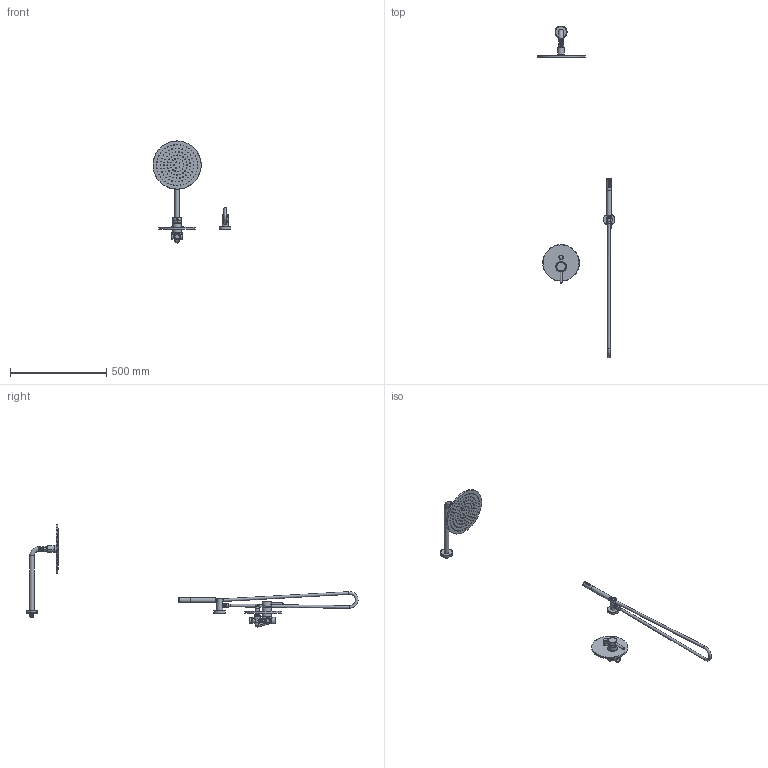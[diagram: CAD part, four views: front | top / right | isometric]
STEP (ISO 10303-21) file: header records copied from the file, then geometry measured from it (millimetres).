
FILE_DESCRIPTION(/* description */ (''),/* implementation_level */ '2;1');
FILE_NAME(/* name */ 'b7ca646c-deeb-4237-8ee6-cb767188652a.stp',/* time_stamp */ '2020-09-16T15:05:44+00:00',/* author */ (''),/* organization */ (''),/* preprocessor_version */ 'ST-DEVELOPER v18.1',/* originating_system */ 'Autodesk Translation Framework v9.3.0.1241',/* authorisation */ '');
FILE_SCHEMA (('AUTOMOTIVE_DESIGN { 1 0 10303 214 3 1 1 }'));
Products named in the file (6): !SYS Y16; !8873 v4; Wąż ok v1; !Microphone-R v2; WGA125 v1; !RA01 v2
Assembly tree (5 placements, depth 2):
  !SYS Y16
    !8873 v4
    Wąż ok v1
    !Microphone-R v2
    WGA125 v1
    !RA01 v2
Bounding box: 405 x 1725.32 x 530.07 mm (x, y, z)
Volume: 1234827.2 mm3; surface area: 413905.6 mm2
Topology: 160 solids, 160 shells, 1125 faces, 2342 edges, 1548 vertices
Faces by surface type: cylinder 397, plane 385, bspline 264, torus 34, cone 34, sphere 11
Full cylindrical faces by diameter (mm): 4 x2, 8 x1, 11 x1, 13 x2, 13.02 x1, 14 x6, 17.98 x1, 18 x2, 18.3 x1, 18.6 x6, 19 x3, 20 x2, 20.48 x1, 20.5 x7, 20.679 x16, 21 x1, 21.5 x2, 22.1 x1, 23.799 x2, 23.98 x2, 24 x2, 24.379 x1, 24.9 x1, 28 x1, 29 x1, 32 x1, 34 x1, 41 x1, 46 x2, 46.5 x2
Entity records: 81104 total; most frequent: CARTESIAN_POINT 59807, ORIENTED_EDGE 4662, DIRECTION 3280, EDGE_CURVE 2331, VERTEX_POINT 1548, AXIS2_PLACEMENT_3D 1311, EDGE_LOOP 1307, FACE_OUTER_BOUND 1125
